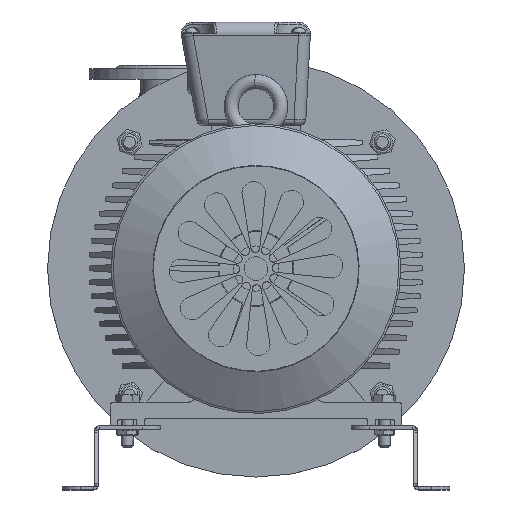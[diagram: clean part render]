
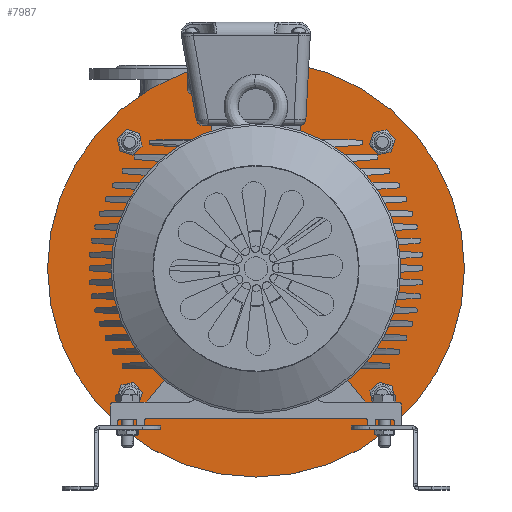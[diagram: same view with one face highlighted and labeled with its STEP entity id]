
A CAD part, left-side view. The second image highlights one B-rep face of the part: STEP entity #7987.
In plain terms, the highlighted face is planar.
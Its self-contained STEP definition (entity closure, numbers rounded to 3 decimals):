
#7987=ADVANCED_FACE('',(#28008,#28010,#28012,#28014,#28016,#28018),#28020,.T.);
#28008=FACE_BOUND('',#28009,.T.);
#28009=EDGE_LOOP('',(#52556));
#28010=FACE_BOUND('',#28011,.T.);
#28011=EDGE_LOOP('',(#52557));
#28012=FACE_BOUND('',#28013,.T.);
#28013=EDGE_LOOP('',(#52558));
#28014=FACE_BOUND('',#28015,.T.);
#28015=EDGE_LOOP('',(#52559));
#28016=FACE_BOUND('',#28017,.T.);
#28017=EDGE_LOOP('',(#52560));
#28018=FACE_BOUND('',#28019,.T.);
#28019=EDGE_LOOP('',(#52561));
#28020=PLANE('',#28021);
#28021=AXIS2_PLACEMENT_3D('',#28022,#28023,#28024);
#28022=CARTESIAN_POINT('',(0.,0.,18.));
#28023=DIRECTION('',(0.,0.,-1.));
#28024=DIRECTION('',(0.,-1.,0.));
#52556=ORIENTED_EDGE('',*,*,#59485,.T.);
#52557=ORIENTED_EDGE('',*,*,#59486,.T.);
#52558=ORIENTED_EDGE('',*,*,#59487,.T.);
#52559=ORIENTED_EDGE('',*,*,#59488,.T.);
#52560=ORIENTED_EDGE('',*,*,#59489,.T.);
#52561=ORIENTED_EDGE('',*,*,#59484,.F.);
#59484=EDGE_CURVE('',#64155,#64155,#64156,.T.);
#59485=EDGE_CURVE('',#64157,#64157,#64158,.T.);
#59486=EDGE_CURVE('',#64159,#64159,#64160,.T.);
#59487=EDGE_CURVE('',#64161,#64161,#64162,.T.);
#59488=EDGE_CURVE('',#64163,#64163,#64164,.T.);
#59489=EDGE_CURVE('',#64165,#64165,#64166,.T.);
#64155=VERTEX_POINT('',#77085);
#64156=CIRCLE('',#77086,115.);
#64157=VERTEX_POINT('',#77090);
#64158=CIRCLE('',#77091,175.);
#64159=VERTEX_POINT('',#77095);
#64160=CIRCLE('',#77096,8.);
#64161=VERTEX_POINT('',#77100);
#64162=CIRCLE('',#77101,8.);
#64163=VERTEX_POINT('',#77105);
#64164=CIRCLE('',#77106,8.);
#64165=VERTEX_POINT('',#77110);
#64166=CIRCLE('',#77111,8.);
#77085=CARTESIAN_POINT('',(0.,-115.,18.));
#77086=AXIS2_PLACEMENT_3D('',#77087,#77088,#77089);
#77087=CARTESIAN_POINT('',(0.,0.,18.));
#77088=DIRECTION('',(0.,0.,-1.));
#77089=DIRECTION('',(0.,-1.,0.));
#77090=CARTESIAN_POINT('',(0.,-175.,18.));
#77091=AXIS2_PLACEMENT_3D('',#77092,#77093,#77094);
#77092=CARTESIAN_POINT('',(0.,0.,18.));
#77093=DIRECTION('',(0.,0.,-1.));
#77094=DIRECTION('',(0.,-1.,0.));
#77095=CARTESIAN_POINT('',(114.066,106.066,18.));
#77096=AXIS2_PLACEMENT_3D('',#77097,#77098,#77099);
#77097=CARTESIAN_POINT('',(106.066,106.066,18.));
#77098=DIRECTION('',(-0.,0.,1.));
#77099=DIRECTION('',(1.,-0.,0.));
#77100=CARTESIAN_POINT('',(-98.066,106.066,18.));
#77101=AXIS2_PLACEMENT_3D('',#77102,#77103,#77104);
#77102=CARTESIAN_POINT('',(-106.066,106.066,18.));
#77103=DIRECTION('',(-0.,0.,1.));
#77104=DIRECTION('',(1.,-0.,0.));
#77105=CARTESIAN_POINT('',(-98.066,-106.066,18.));
#77106=AXIS2_PLACEMENT_3D('',#77107,#77108,#77109);
#77107=CARTESIAN_POINT('',(-106.066,-106.066,18.));
#77108=DIRECTION('',(-0.,0.,1.));
#77109=DIRECTION('',(1.,-0.,0.));
#77110=CARTESIAN_POINT('',(114.066,-106.066,18.));
#77111=AXIS2_PLACEMENT_3D('',#77112,#77113,#77114);
#77112=CARTESIAN_POINT('',(106.066,-106.066,18.));
#77113=DIRECTION('',(-0.,0.,1.));
#77114=DIRECTION('',(1.,-0.,0.));
